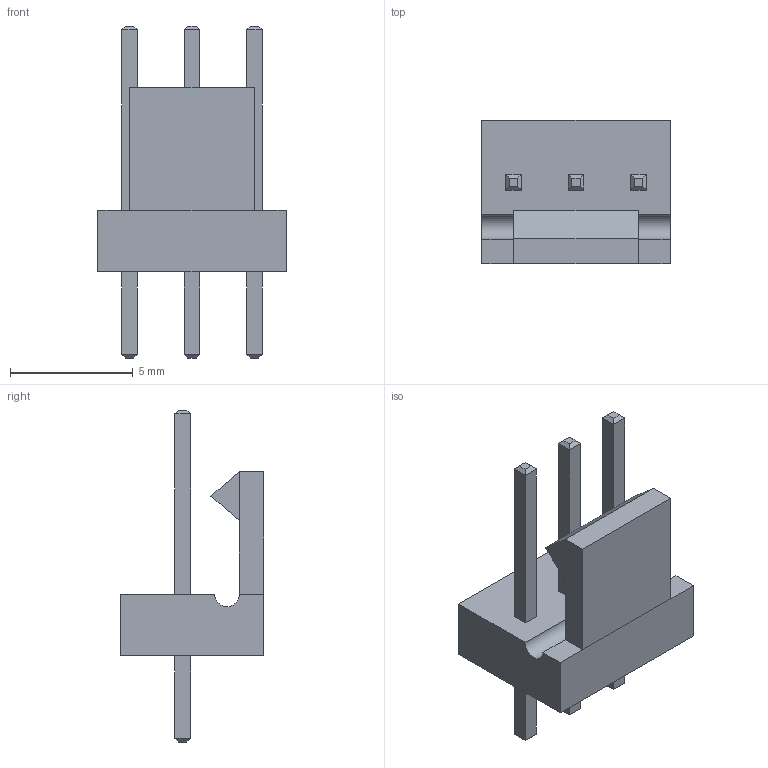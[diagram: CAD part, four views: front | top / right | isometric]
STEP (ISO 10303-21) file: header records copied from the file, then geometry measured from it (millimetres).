
FILE_DESCRIPTION(('FreeCAD Model'),'2;1');
FILE_NAME('Fan_Pin_Header_Straight_1x03.step','2017-11-25T22:16:26',('kicad StepUp' ),('ksu MCAD'),'Open CASCADE STEP processor 6.8','FreeCAD','Unknown' );
FILE_SCHEMA(('AUTOMOTIVE_DESIGN_CC2 { 1 2 10303 214 -1 1 5 4 }'));
Length unit declared in the file: millimetre
Products named in the file (1): Fan_Pin_Header_Straight_1x03
Bounding box: 7.66 x 5.84 x 13.5 mm (x, y, z)
Volume: 153.4 mm3; surface area: 311.9 mm2
Topology: 1 solids, 1 shells, 72 faces, 160 edges, 96 vertices
Faces by surface type: plane 71, cylinder 1
Entity records: 1368 total; most frequent: ORIENTED_EDGE 259, CARTESIAN_POINT 212, EDGE_CURVE 160, LINE 139, VERTEX_POINT 96, FACE_BOUND 78, EDGE_LOOP 78, ADVANCED_FACE 72
